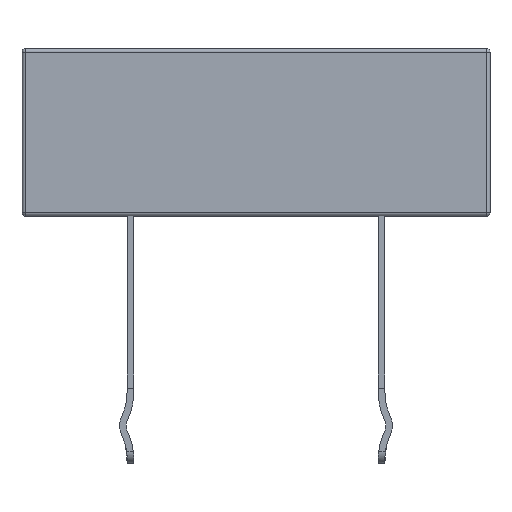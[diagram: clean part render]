
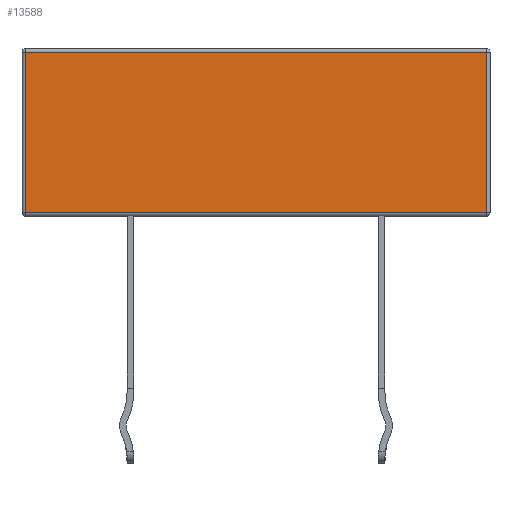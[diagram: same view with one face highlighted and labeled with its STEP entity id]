
A CAD part, top view. The second image highlights one B-rep face of the part: STEP entity #13588.
In plain terms, the highlighted planar face has unit normal (0, 0, 1).
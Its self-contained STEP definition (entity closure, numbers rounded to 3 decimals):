
#662 = ORIENTED_EDGE ( 'NONE', *, *, #11378, .T. ) ;
#730 = DIRECTION ( 'NONE',  ( 0., 1., 0. ) ) ;
#1318 = DIRECTION ( 'NONE',  ( -1., 0., 0. ) ) ;
#2121 = CARTESIAN_POINT ( 'NONE',  ( 13.8, 0.2, 5. ) ) ;
#2503 = VECTOR ( 'NONE', #730, 1000. ) ;
#3134 = EDGE_CURVE ( 'NONE', #16412, #4494, #14583, .T. ) ;
#3152 = LINE ( 'NONE', #17999, #7188 ) ;
#3701 = CARTESIAN_POINT ( 'NONE',  ( -13.8, 0.2, 5. ) ) ;
#4494 = VERTEX_POINT ( 'NONE', #9208 ) ;
#5786 = VECTOR ( 'NONE', #17359, 1000. ) ;
#5871 = CARTESIAN_POINT ( 'NONE',  ( -14., 10., 5. ) ) ;
#6682 = CARTESIAN_POINT ( 'NONE',  ( -13.8, 10., 5. ) ) ;
#7188 = VECTOR ( 'NONE', #9157, 1000. ) ;
#8778 = ORIENTED_EDGE ( 'NONE', *, *, #17835, .T. ) ;
#9157 = DIRECTION ( 'NONE',  ( -1., 0., 0. ) ) ;
#9208 = CARTESIAN_POINT ( 'NONE',  ( 13.8, 9.8, 5. ) ) ;
#9663 = LINE ( 'NONE', #6682, #11775 ) ;
#10230 = AXIS2_PLACEMENT_3D ( 'NONE', #5871, #10644, #1318 ) ;
#10345 = FACE_OUTER_BOUND ( 'NONE', #16463, .T. ) ;
#10644 = DIRECTION ( 'NONE',  ( 0., 0., -1. ) ) ;
#11215 = CARTESIAN_POINT ( 'NONE',  ( -14., 0.2, 5. ) ) ;
#11339 = ORIENTED_EDGE ( 'NONE', *, *, #13029, .T. ) ;
#11378 = EDGE_CURVE ( 'NONE', #13287, #14932, #9663, .T. ) ;
#11775 = VECTOR ( 'NONE', #12737, 1000. ) ;
#12737 = DIRECTION ( 'NONE',  ( 0., -1., 0. ) ) ;
#12889 = LINE ( 'NONE', #11215, #5786 ) ;
#13025 = CARTESIAN_POINT ( 'NONE',  ( -13.8, 9.8, 5. ) ) ;
#13029 = EDGE_CURVE ( 'NONE', #14932, #16412, #12889, .T. ) ;
#13287 = VERTEX_POINT ( 'NONE', #13025 ) ;
#13588 = ADVANCED_FACE ( 'NONE', ( #10345 ), #18074, .F. ) ;
#14583 = LINE ( 'NONE', #15957, #2503 ) ;
#14932 = VERTEX_POINT ( 'NONE', #3701 ) ;
#15957 = CARTESIAN_POINT ( 'NONE',  ( 13.8, 10., 5. ) ) ;
#16057 = ORIENTED_EDGE ( 'NONE', *, *, #3134, .T. ) ;
#16412 = VERTEX_POINT ( 'NONE', #2121 ) ;
#16463 = EDGE_LOOP ( 'NONE', ( #662, #11339, #16057, #8778 ) ) ;
#17359 = DIRECTION ( 'NONE',  ( 1., 0., 0. ) ) ;
#17835 = EDGE_CURVE ( 'NONE', #4494, #13287, #3152, .T. ) ;
#17999 = CARTESIAN_POINT ( 'NONE',  ( -14., 9.8, 5. ) ) ;
#18074 = PLANE ( 'NONE',  #10230 ) ;
